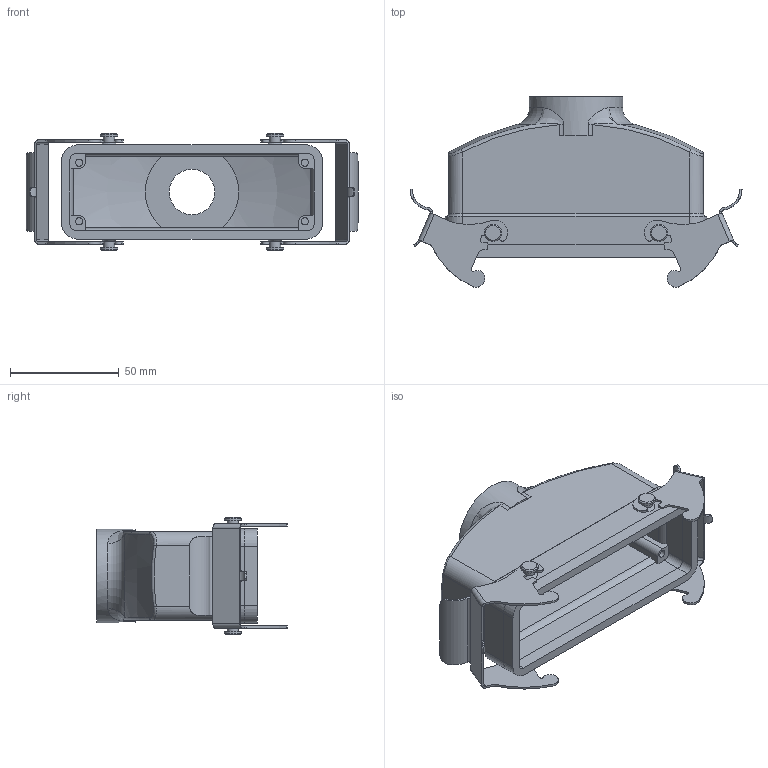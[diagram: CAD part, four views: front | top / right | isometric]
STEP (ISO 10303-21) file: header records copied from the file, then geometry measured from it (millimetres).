
FILE_DESCRIPTION (( 'STEP AP214' ), '1' );
FILE_NAME ('ZP-MC24B-2-DCP21M.STEP', '2012-05-23T13:20:55', ( '.ADC' ), ( 'ADC' ), 'SwSTEP 2.0', 'SolidWorks 2011', '' );
FILE_SCHEMA (( 'AUTOMOTIVE_DESIGN' ));
Length unit declared in the file: millimetre
Products named in the file (1): ZP-MC24B-2-DCP21M
Bounding box: 152.97 x 87.74 x 54 mm (x, y, z)
Volume: 102342.8 mm3; surface area: 58945 mm2
Topology: 8 solids, 8 shells, 319 faces, 823 edges, 530 vertices
Faces by surface type: cylinder 153, plane 130, bspline 16, torus 8, cone 8, sphere 4
Full cylindrical faces by diameter (mm): 3.3 x4, 5.169 x4, 8 x4, 21 x1, 27 x1, 43 x1
Entity records: 12831 total; most frequent: CARTESIAN_POINT 3360, DIRECTION 1664, ORIENTED_EDGE 1598, EDGE_CURVE 799, AXIS2_PLACEMENT_3D 625, VERTEX_POINT 529, LINE 414, VECTOR 414
